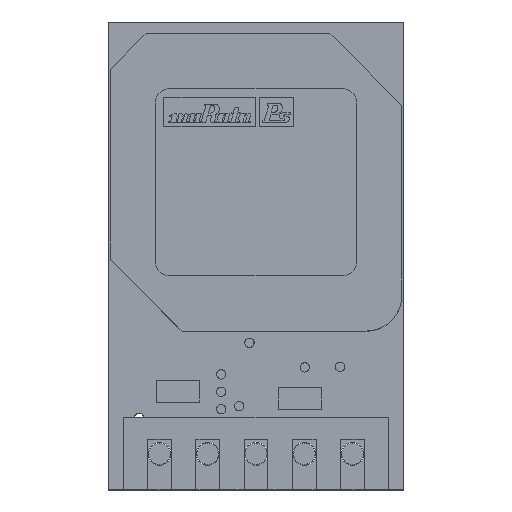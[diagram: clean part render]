
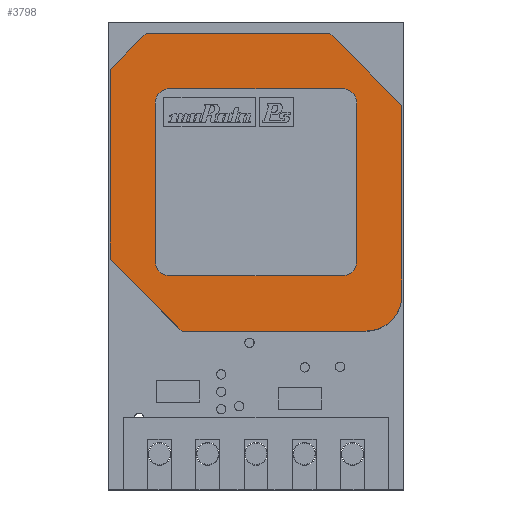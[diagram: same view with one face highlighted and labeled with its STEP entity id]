
A CAD part, top view. The second image highlights one B-rep face of the part: STEP entity #3798.
In plain terms, the highlighted planar face has unit normal (0, 0, 1).
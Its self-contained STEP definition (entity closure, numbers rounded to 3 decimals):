
#29 = ORIENTED_EDGE ( 'NONE', *, *, #10400, .T. ) ;
#393 = CARTESIAN_POINT ( 'NONE',  ( 0.057, 16.097, 6.37 ) ) ;
#934 = DIRECTION ( 'NONE',  ( 1., 0., 0. ) ) ;
#962 = ORIENTED_EDGE ( 'NONE', *, *, #2389, .T. ) ;
#1086 = CARTESIAN_POINT ( 'NONE',  ( 0.057, 14.827, 6.37 ) ) ;
#1138 = LINE ( 'NONE', #7615, #2299 ) ;
#1391 = EDGE_CURVE ( 'NONE', #6107, #5772, #6682, .T. ) ;
#1432 = VERTEX_POINT ( 'NONE', #4157 ) ;
#1750 = CARTESIAN_POINT ( 'NONE',  ( 7.817, 16.097, 6.37 ) ) ;
#1843 = VECTOR ( 'NONE', #4163, 1000. ) ;
#2021 = CARTESIAN_POINT ( 'NONE',  ( 9.087, 6.867, 6.37 ) ) ;
#2181 = EDGE_CURVE ( 'NONE', #11688, #9686, #2737, .T. ) ;
#2299 = VECTOR ( 'NONE', #9423, 1000. ) ;
#2389 = EDGE_CURVE ( 'NONE', #10921, #4438, #1138, .T. ) ;
#2737 = LINE ( 'NONE', #393, #4925 ) ;
#2790 = VECTOR ( 'NONE', #2827, 1000. ) ;
#2827 = DIRECTION ( 'NONE',  ( 0.707, -0.707, 0. ) ) ;
#3165 = CARTESIAN_POINT ( 'NONE',  ( 0.057, 8.137, 6.37 ) ) ;
#3362 = PLANE ( 'NONE',  #5326 ) ;
#3373 = LINE ( 'NONE', #9977, #9059 ) ;
#3539 = EDGE_LOOP ( 'NONE', ( #5320, #962, #9310, #11019, #7763, #29, #7230, #7820 ) ) ;
#3798 = ADVANCED_FACE ( 'NONE', ( #7403 ), #3362, .T. ) ;
#4095 = CARTESIAN_POINT ( 'NONE',  ( 10.357, 13.557, 6.37 ) ) ;
#4149 = DIRECTION ( 'NONE',  ( 1., 0., 0. ) ) ;
#4157 = CARTESIAN_POINT ( 'NONE',  ( 2.597, 5.597, 6.37 ) ) ;
#4163 = DIRECTION ( 'NONE',  ( -0.707, 0.707, 0. ) ) ;
#4438 = VERTEX_POINT ( 'NONE', #7090 ) ;
#4600 = CIRCLE ( 'NONE', #4876, 1.27 ) ;
#4746 = CARTESIAN_POINT ( 'NONE',  ( 10.357, 13.557, 6.37 ) ) ;
#4789 = CARTESIAN_POINT ( 'NONE',  ( 9.087, 5.597, 6.37 ) ) ;
#4876 = AXIS2_PLACEMENT_3D ( 'NONE', #2021, #9462, #934 ) ;
#4925 = VECTOR ( 'NONE', #11849, 1000. ) ;
#4977 = LINE ( 'NONE', #4746, #2790 ) ;
#5070 = EDGE_CURVE ( 'NONE', #6107, #5152, #4600, .T. ) ;
#5152 = VERTEX_POINT ( 'NONE', #4789 ) ;
#5320 = ORIENTED_EDGE ( 'NONE', *, *, #7292, .F. ) ;
#5326 = AXIS2_PLACEMENT_3D ( 'NONE', #10933, #6237, #11001 ) ;
#5488 = LINE ( 'NONE', #8738, #1843 ) ;
#5772 = VERTEX_POINT ( 'NONE', #4095 ) ;
#5931 = VECTOR ( 'NONE', #4149, 1000. ) ;
#6107 = VERTEX_POINT ( 'NONE', #9646 ) ;
#6133 = CARTESIAN_POINT ( 'NONE',  ( 10.357, 16.097, 6.37 ) ) ;
#6237 = DIRECTION ( 'NONE',  ( 0., 0., 1. ) ) ;
#6682 = LINE ( 'NONE', #6133, #11250 ) ;
#6869 = CARTESIAN_POINT ( 'NONE',  ( 0.057, 5.597, 6.37 ) ) ;
#7090 = CARTESIAN_POINT ( 'NONE',  ( 1.327, 16.097, 6.37 ) ) ;
#7230 = ORIENTED_EDGE ( 'NONE', *, *, #5070, .F. ) ;
#7292 = EDGE_CURVE ( 'NONE', #10921, #5772, #4977, .T. ) ;
#7403 = FACE_OUTER_BOUND ( 'NONE', #3539, .T. ) ;
#7615 = CARTESIAN_POINT ( 'NONE',  ( 0.057, 16.097, 6.37 ) ) ;
#7737 = EDGE_CURVE ( 'NONE', #11688, #4438, #3373, .T. ) ;
#7763 = ORIENTED_EDGE ( 'NONE', *, *, #10246, .F. ) ;
#7820 = ORIENTED_EDGE ( 'NONE', *, *, #1391, .T. ) ;
#7885 = DIRECTION ( 'NONE',  ( 0., 1., 0. ) ) ;
#8416 = LINE ( 'NONE', #6869, #5931 ) ;
#8738 = CARTESIAN_POINT ( 'NONE',  ( 0.057, 8.137, 6.37 ) ) ;
#8892 = DIRECTION ( 'NONE',  ( 0.707, 0.707, 0. ) ) ;
#9059 = VECTOR ( 'NONE', #8892, 1000. ) ;
#9310 = ORIENTED_EDGE ( 'NONE', *, *, #7737, .F. ) ;
#9423 = DIRECTION ( 'NONE',  ( -1., 0., 0. ) ) ;
#9462 = DIRECTION ( 'NONE',  ( 0., 0., -1. ) ) ;
#9646 = CARTESIAN_POINT ( 'NONE',  ( 10.357, 6.867, 6.37 ) ) ;
#9686 = VERTEX_POINT ( 'NONE', #3165 ) ;
#9977 = CARTESIAN_POINT ( 'NONE',  ( 1.327, 16.097, 6.37 ) ) ;
#10246 = EDGE_CURVE ( 'NONE', #1432, #9686, #5488, .T. ) ;
#10400 = EDGE_CURVE ( 'NONE', #1432, #5152, #8416, .T. ) ;
#10921 = VERTEX_POINT ( 'NONE', #1750 ) ;
#10933 = CARTESIAN_POINT ( 'NONE',  ( 0.057, 5.597, 6.37 ) ) ;
#11001 = DIRECTION ( 'NONE',  ( 1., 0., 0. ) ) ;
#11019 = ORIENTED_EDGE ( 'NONE', *, *, #2181, .T. ) ;
#11250 = VECTOR ( 'NONE', #7885, 1000. ) ;
#11688 = VERTEX_POINT ( 'NONE', #1086 ) ;
#11849 = DIRECTION ( 'NONE',  ( 0., -1., 0. ) ) ;
